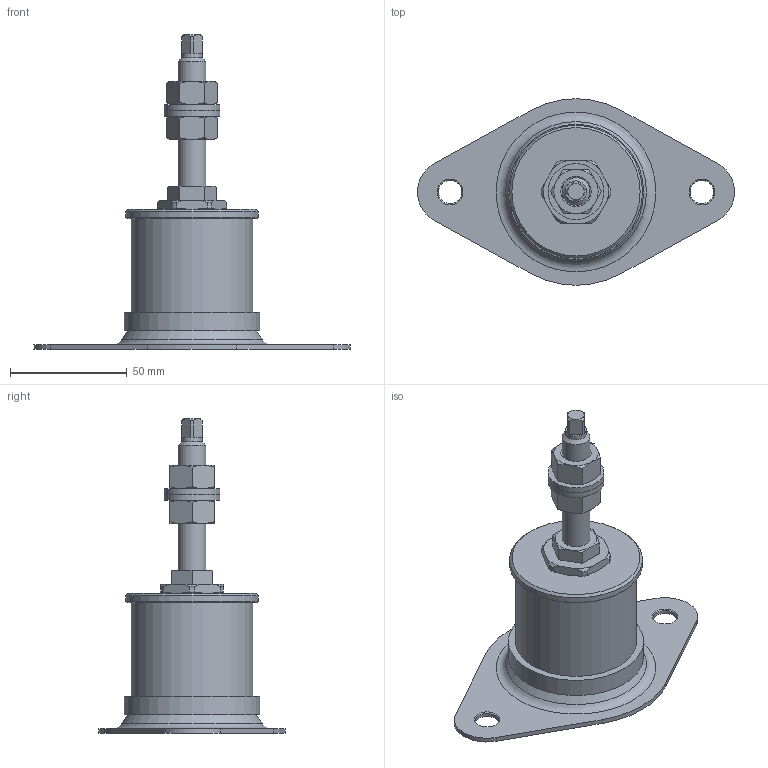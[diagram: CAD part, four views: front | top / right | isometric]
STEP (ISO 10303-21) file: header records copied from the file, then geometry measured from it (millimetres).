
FILE_DESCRIPTION(/* description */ ('Wibroizolator KE-50'),/* implementation_level */ '2;1');
FILE_NAME(/* name */ 'KE-50-P_',/* time_stamp */ '2023-11-14T20:22:25+01:00',/* author */ ('SOJA'),/* organization */ ('WIBROIZOLACJA'),/* preprocessor_version */ 'ST-DEVELOPER v18.102',/* originating_system */ 'Solid Edge',/* authorisation */ 'Unknown');
FILE_SCHEMA (('AUTOMOTIVE_DESIGN {1 0 10303 214 3 1 1}'));
Length unit declared in the file: millimetre
Products named in the file (5): KE-50-P_; KE-50-P_ ; Nut_DIN_934_M12; Washer_DIN_125_12; Nut_DIN_934_1987_M12
Assembly tree (5 placements, depth 2):
  KE-50-P_
    KE-50-P_ 
    Nut_DIN_934_M12
    Washer_DIN_125_12  x2
    Nut_DIN_934_1987_M12
Bounding box: 135.91 x 80 x 135 mm (x, y, z)
Volume: 163789.3 mm3; surface area: 32882.3 mm2
Topology: 5 solids, 6 shells, 111 faces, 258 edges, 165 vertices
Faces by surface type: plane 54, cone 32, cylinder 24, torus 1
Full cylindrical faces by diameter (mm): 9 x1, 10 x2, 10.106 x2, 12 x2, 13.5 x2, 24 x2, 52 x1, 57 x1, 58 x1
Entity records: 3886 total; most frequent: CARTESIAN_POINT 775, DIRECTION 464, ORIENTED_EDGE 432, EDGE_CURVE 216, AXIS2_PLACEMENT_3D 197, VERTEX_POINT 154, EDGE_LOOP 154, FACE_BOUND 154
